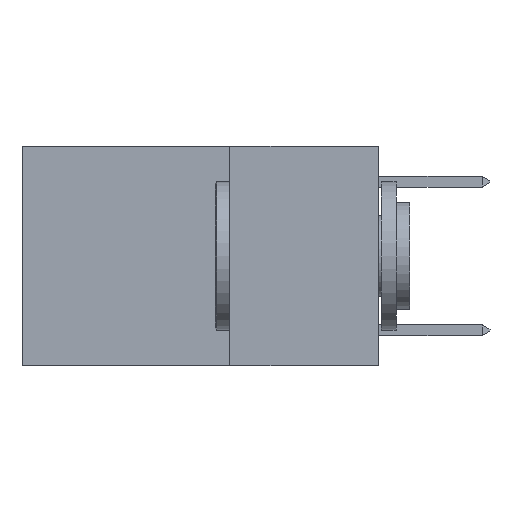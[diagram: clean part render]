
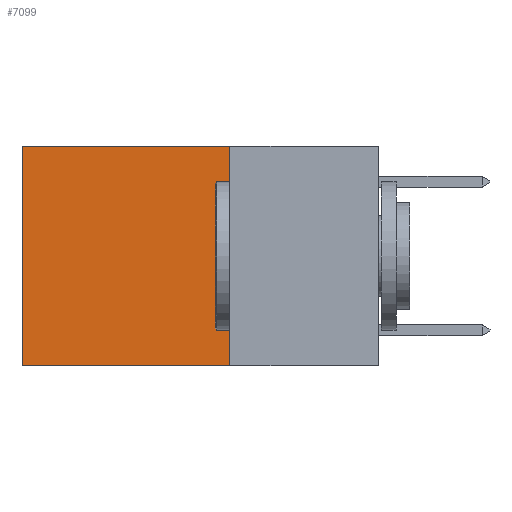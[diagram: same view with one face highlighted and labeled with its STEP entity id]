
A CAD part, left-side view. The second image highlights one B-rep face of the part: STEP entity #7099.
In plain terms, the highlighted planar face has unit normal (-1, 0, 0).
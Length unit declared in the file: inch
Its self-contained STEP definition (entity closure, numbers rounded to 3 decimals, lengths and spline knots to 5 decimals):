
#200 = DIRECTION ( 'NONE',  ( 0., 0., -1. ) ) ;
#636 = EDGE_CURVE ( 'NONE', #7774, #7596, #5880, .T. ) ;
#848 = LINE ( 'NONE', #10818, #4800 ) ;
#1393 = ORIENTED_EDGE ( 'NONE', *, *, #636, .F. ) ;
#1401 = DIRECTION ( 'NONE',  ( 0., 0., -1. ) ) ;
#1711 = VERTEX_POINT ( 'NONE', #5351 ) ;
#2346 = CARTESIAN_POINT ( 'NONE',  ( 0.2625, 0.25, 0. ) ) ;
#3133 = EDGE_CURVE ( 'NONE', #7596, #1711, #848, .T. ) ;
#3161 = VECTOR ( 'NONE', #10711, 39.37008 ) ;
#3410 = VERTEX_POINT ( 'NONE', #5089 ) ;
#4598 = CARTESIAN_POINT ( 'NONE',  ( 0.2625, 0.25, 0. ) ) ;
#4701 = FACE_OUTER_BOUND ( 'NONE', #7049, .T. ) ;
#4755 = DIRECTION ( 'NONE',  ( 0., 1., 0. ) ) ;
#4800 = VECTOR ( 'NONE', #4755, 39.37008 ) ;
#4900 = AXIS2_PLACEMENT_3D ( 'NONE', #9719, #5727, #200 ) ;
#5089 = CARTESIAN_POINT ( 'NONE',  ( 0.2625, 0.6, 0. ) ) ;
#5351 = CARTESIAN_POINT ( 'NONE',  ( 0.2625, 0.6, -0.37 ) ) ;
#5483 = LINE ( 'NONE', #6837, #5771 ) ;
#5727 = DIRECTION ( 'NONE',  ( 1., 0., 0. ) ) ;
#5771 = VECTOR ( 'NONE', #1401, 39.37008 ) ;
#5880 = LINE ( 'NONE', #2346, #8235 ) ;
#6162 = EDGE_CURVE ( 'NONE', #3410, #1711, #5483, .T. ) ;
#6837 = CARTESIAN_POINT ( 'NONE',  ( 0.2625, 0.6, 0. ) ) ;
#7049 = EDGE_LOOP ( 'NONE', ( #8345, #7183, #1393, #10906 ) ) ;
#7099 = ADVANCED_FACE ( 'NONE', ( #4701 ), #11305, .F. ) ;
#7183 = ORIENTED_EDGE ( 'NONE', *, *, #3133, .F. ) ;
#7596 = VERTEX_POINT ( 'NONE', #9228 ) ;
#7703 = CARTESIAN_POINT ( 'NONE',  ( 0.2625, 0.25, 0. ) ) ;
#7774 = VERTEX_POINT ( 'NONE', #7703 ) ;
#8135 = EDGE_CURVE ( 'NONE', #7774, #3410, #9992, .T. ) ;
#8235 = VECTOR ( 'NONE', #10890, 39.37008 ) ;
#8345 = ORIENTED_EDGE ( 'NONE', *, *, #6162, .T. ) ;
#9228 = CARTESIAN_POINT ( 'NONE',  ( 0.2625, 0.25, -0.37 ) ) ;
#9719 = CARTESIAN_POINT ( 'NONE',  ( 0.2625, 0.25, 0. ) ) ;
#9992 = LINE ( 'NONE', #4598, #3161 ) ;
#10711 = DIRECTION ( 'NONE',  ( 0., 1., 0. ) ) ;
#10818 = CARTESIAN_POINT ( 'NONE',  ( 0.2625, 0.25, -0.37 ) ) ;
#10890 = DIRECTION ( 'NONE',  ( 0., 0., -1. ) ) ;
#10906 = ORIENTED_EDGE ( 'NONE', *, *, #8135, .T. ) ;
#11305 = PLANE ( 'NONE',  #4900 ) ;
